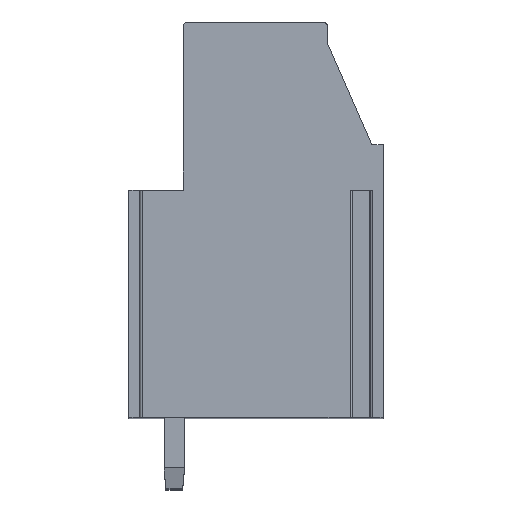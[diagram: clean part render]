
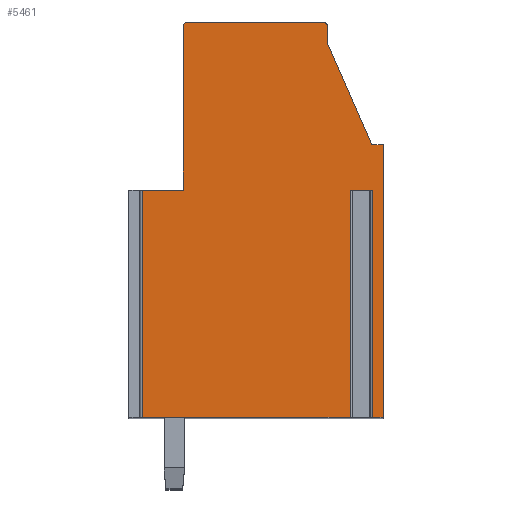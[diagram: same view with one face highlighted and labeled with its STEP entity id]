
A CAD part, top view. The second image highlights one B-rep face of the part: STEP entity #5461.
In plain terms, the highlighted planar face has unit normal (0, 0, 1).
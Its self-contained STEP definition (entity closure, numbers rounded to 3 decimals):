
#111=DIRECTION('',(-1.,0.,0.));
#112=VECTOR('',#111,1.806);
#113=CARTESIAN_POINT('',(-3.2,1.3,2.5));
#114=LINE('',#113,#112);
#951=DIRECTION('',(1.,0.,0.));
#952=VECTOR('',#951,0.989);
#953=CARTESIAN_POINT('',(4.142,1.3,2.5));
#954=LINE('',#953,#952);
#955=DIRECTION('',(0.,-1.,0.));
#956=VECTOR('',#955,10.);
#957=CARTESIAN_POINT('',(4.142,1.3,2.5));
#958=LINE('',#957,#956);
#959=DIRECTION('',(1.,0.,0.));
#960=VECTOR('',#959,9.148);
#961=CARTESIAN_POINT('',(-5.006,-8.7,2.5));
#962=LINE('',#961,#960);
#963=DIRECTION('',(0.,-1.,0.));
#964=VECTOR('',#963,10.);
#965=CARTESIAN_POINT('',(-5.006,1.3,2.5));
#966=LINE('',#965,#964);
#967=DIRECTION('',(0.,-1.,0.));
#968=VECTOR('',#967,7.2);
#969=CARTESIAN_POINT('',(-3.2,8.5,2.5));
#970=LINE('',#969,#968);
#971=CARTESIAN_POINT('',(-3.,8.5,2.5));
#972=DIRECTION('',(0.,0.,1.));
#973=DIRECTION('',(0.,1.,0.));
#974=AXIS2_PLACEMENT_3D('',#971,#972,#973);
#976=DIRECTION('',(-1.,0.,0.));
#977=VECTOR('',#976,5.95);
#978=CARTESIAN_POINT('',(2.95,8.7,2.5));
#979=LINE('',#978,#977);
#980=CARTESIAN_POINT('',(2.95,8.5,2.5));
#981=DIRECTION('',(0.,0.,1.));
#982=DIRECTION('',(1.,0.,0.));
#983=AXIS2_PLACEMENT_3D('',#980,#981,#982);
#985=DIRECTION('',(0.,1.,0.));
#986=VECTOR('',#985,0.75);
#987=CARTESIAN_POINT('',(3.15,7.75,2.5));
#988=LINE('',#987,#986);
#989=DIRECTION('',(-0.401,0.916,0.));
#990=VECTOR('',#989,4.859);
#991=CARTESIAN_POINT('',(5.1,3.3,2.5));
#992=LINE('',#991,#990);
#993=DIRECTION('',(-1.,0.,0.));
#994=VECTOR('',#993,0.5);
#995=CARTESIAN_POINT('',(5.6,3.3,2.5));
#996=LINE('',#995,#994);
#997=DIRECTION('',(0.,1.,0.));
#998=VECTOR('',#997,12.);
#999=CARTESIAN_POINT('',(5.6,-8.7,2.5));
#1000=LINE('',#999,#998);
#1001=DIRECTION('',(1.,0.,0.));
#1002=VECTOR('',#1001,0.469);
#1003=CARTESIAN_POINT('',(5.131,-8.7,2.5));
#1004=LINE('',#1003,#1002);
#1005=DIRECTION('',(0.,-1.,0.));
#1006=VECTOR('',#1005,10.);
#1007=CARTESIAN_POINT('',(5.131,1.3,2.5));
#1008=LINE('',#1007,#1006);
#3309=CARTESIAN_POINT('',(5.1,3.3,2.5));
#3310=CARTESIAN_POINT('',(3.15,7.75,2.5));
#3311=VERTEX_POINT('',#3309);
#3312=VERTEX_POINT('',#3310);
#3313=CARTESIAN_POINT('',(3.15,8.5,2.5));
#3314=VERTEX_POINT('',#3313);
#3315=CARTESIAN_POINT('',(2.95,8.7,2.5));
#3316=VERTEX_POINT('',#3315);
#3317=CARTESIAN_POINT('',(-3.,8.7,2.5));
#3318=VERTEX_POINT('',#3317);
#3319=CARTESIAN_POINT('',(-3.2,8.5,2.5));
#3320=VERTEX_POINT('',#3319);
#3321=CARTESIAN_POINT('',(-3.2,1.3,2.5));
#3322=VERTEX_POINT('',#3321);
#3323=CARTESIAN_POINT('',(5.6,-8.7,2.5));
#3324=CARTESIAN_POINT('',(5.6,3.3,2.5));
#3325=VERTEX_POINT('',#3323);
#3326=VERTEX_POINT('',#3324);
#3339=CARTESIAN_POINT('',(4.142,1.3,2.5));
#3340=CARTESIAN_POINT('',(5.131,1.3,2.5));
#3341=VERTEX_POINT('',#3339);
#3342=VERTEX_POINT('',#3340);
#3343=CARTESIAN_POINT('',(-5.006,1.3,2.5));
#3344=CARTESIAN_POINT('',(-5.006,-8.7,2.5));
#3345=VERTEX_POINT('',#3343);
#3346=VERTEX_POINT('',#3344);
#3347=CARTESIAN_POINT('',(5.131,-8.7,2.5));
#3348=VERTEX_POINT('',#3347);
#3349=CARTESIAN_POINT('',(4.142,-8.7,2.5));
#3350=VERTEX_POINT('',#3349);
#5436=CARTESIAN_POINT('',(0.,0.,2.5));
#5437=DIRECTION('',(0.,0.,1.));
#5438=DIRECTION('',(1.,0.,0.));
#5439=AXIS2_PLACEMENT_3D('',#5436,#5437,#5438);
#5440=PLANE('',#5439);
#5442=ORIENTED_EDGE('',*,*,#5441,.F.);
#5444=ORIENTED_EDGE('',*,*,#5443,.T.);
#5445=ORIENTED_EDGE('',*,*,#5170,.F.);
#5446=ORIENTED_EDGE('',*,*,#5428,.F.);
#5447=ORIENTED_EDGE('',*,*,#4335,.F.);
#5448=ORIENTED_EDGE('',*,*,#4471,.F.);
#5449=ORIENTED_EDGE('',*,*,#4936,.F.);
#5450=ORIENTED_EDGE('',*,*,#4950,.F.);
#5451=ORIENTED_EDGE('',*,*,#5006,.F.);
#5452=ORIENTED_EDGE('',*,*,#5020,.F.);
#5453=ORIENTED_EDGE('',*,*,#5034,.F.);
#5454=ORIENTED_EDGE('',*,*,#5048,.F.);
#5455=ORIENTED_EDGE('',*,*,#5062,.F.);
#5456=ORIENTED_EDGE('',*,*,#5186,.F.);
#5458=ORIENTED_EDGE('',*,*,#5457,.F.);
#5459=EDGE_LOOP('',(#5442,#5444,#5445,#5446,#5447,#5448,#5449,#5450,#5451,#5452,
#5453,#5454,#5455,#5456,#5458));
#5460=FACE_OUTER_BOUND('',#5459,.F.);
#975=CIRCLE('',#974,0.2);
#984=CIRCLE('',#983,0.2);
#4335=EDGE_CURVE('',#3322,#3345,#114,.T.);
#4471=EDGE_CURVE('',#3320,#3322,#970,.T.);
#4936=EDGE_CURVE('',#3318,#3320,#975,.T.);
#4950=EDGE_CURVE('',#3316,#3318,#979,.T.);
#5006=EDGE_CURVE('',#3314,#3316,#984,.T.);
#5020=EDGE_CURVE('',#3312,#3314,#988,.T.);
#5034=EDGE_CURVE('',#3311,#3312,#992,.T.);
#5048=EDGE_CURVE('',#3326,#3311,#996,.T.);
#5062=EDGE_CURVE('',#3325,#3326,#1000,.T.);
#5170=EDGE_CURVE('',#3346,#3350,#962,.T.);
#5186=EDGE_CURVE('',#3348,#3325,#1004,.T.);
#5428=EDGE_CURVE('',#3345,#3346,#966,.T.);
#5441=EDGE_CURVE('',#3341,#3342,#954,.T.);
#5443=EDGE_CURVE('',#3341,#3350,#958,.T.);
#5457=EDGE_CURVE('',#3342,#3348,#1008,.T.);
#5461=ADVANCED_FACE('',(#5460),#5440,.T.);
